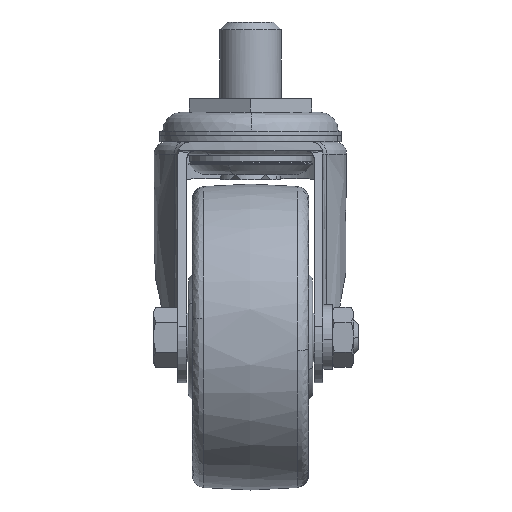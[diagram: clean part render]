
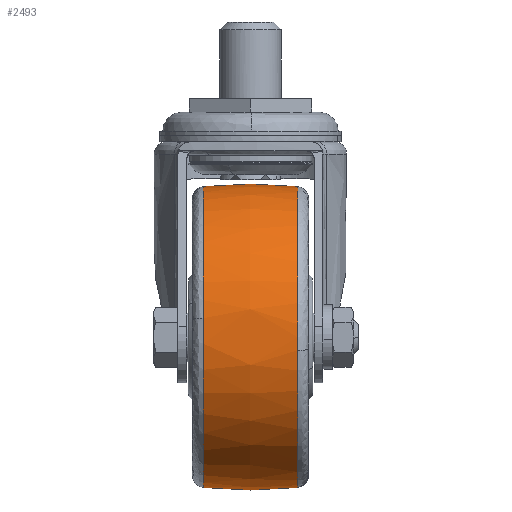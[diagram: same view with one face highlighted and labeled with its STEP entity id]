
A CAD part, left-side view. The second image highlights one B-rep face of the part: STEP entity #2493.
In plain terms, the highlighted free-form (B-spline) face has degree [2, 2] with [5, 7] control points.
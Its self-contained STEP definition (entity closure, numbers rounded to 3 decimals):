
#2186=CARTESIAN_POINT('',(-86.016,-15.411,-77.823));
#2187=VERTEX_POINT('',#2186);
#2201=CARTESIAN_POINT('',(-37.0,-15.411,-122.706));
#2202=VERTEX_POINT('',#2201);
#2203=CARTESIAN_POINT('',(-86.016,-15.411,-77.823));
#2204=CARTESIAN_POINT('',(-82.058,-15.411,-122.706));
#2205=CARTESIAN_POINT('',(-37.0,-15.411,-122.706));
#2213=(BOUNDED_CURVE()B_SPLINE_CURVE(2,(#2203,#2204,#2205),.UNSPECIFIED.,.F.,.U.)B_SPLINE_CURVE_WITH_KNOTS((3,3),(0.765,1.0),.UNSPECIFIED.)CURVE()GEOMETRIC_REPRESENTATION_ITEM()RATIONAL_B_SPLINE_CURVE((0.966,0.725,1.0))REPRESENTATION_ITEM(''));
#2214=EDGE_CURVE('',#2187,#2202,#2213,.T.);
#2282=CARTESIAN_POINT('',(-37.0,-15.411,-24.294));
#2283=VERTEX_POINT('',#2282);
#2297=CARTESIAN_POINT('',(-37.0,-15.411,-24.294));
#2298=CARTESIAN_POINT('',(-86.206,-15.411,-24.294));
#2299=CARTESIAN_POINT('',(-86.206,-15.411,-73.5));
#2300=CARTESIAN_POINT('',(-86.206,-15.411,-75.666));
#2301=CARTESIAN_POINT('',(-86.016,-15.411,-77.823));
#2309=(BOUNDED_CURVE()B_SPLINE_CURVE(2,(#2297,#2298,#2299,#2300,#2301),.UNSPECIFIED.,.F.,.U.)B_SPLINE_CURVE_WITH_KNOTS((3,2,3),(0.5,0.75,0.765),.UNSPECIFIED.)CURVE()GEOMETRIC_REPRESENTATION_ITEM()RATIONAL_B_SPLINE_CURVE((1.0,0.707,1.0,0.982,0.966))REPRESENTATION_ITEM(''));
#2310=EDGE_CURVE('',#2283,#2187,#2309,.T.);
#2359=CARTESIAN_POINT('',(-37.0,15.411,-122.706));
#2360=VERTEX_POINT('',#2359);
#2361=CARTESIAN_POINT('',(-37.0,-15.411,-122.706));
#2362=CARTESIAN_POINT('',(-37.,-11.092,-123.152));
#2363=CARTESIAN_POINT('',(-37.,-0.808,-123.765));
#2364=CARTESIAN_POINT('',(-37.,9.492,-123.318));
#2365=CARTESIAN_POINT('',(-37.0,15.411,-122.706));
#2366=B_SPLINE_CURVE_WITH_KNOTS('',3,(#2361,#2362,#2363,#2364,#2365),.UNSPECIFIED.,.F.,.U.,(4,1,4),(0.,13.026,30.876),.UNSPECIFIED.);
#2367=EDGE_CURVE('',#2202,#2360,#2366,.T.);
#2384=CARTESIAN_POINT('',(-37.0,15.411,-24.294));
#2385=VERTEX_POINT('',#2384);
#2401=CARTESIAN_POINT('',(-37.0,-15.411,-24.294));
#2402=CARTESIAN_POINT('',(-37.,-11.092,-23.848));
#2403=CARTESIAN_POINT('',(-37.,-0.808,-23.235));
#2404=CARTESIAN_POINT('',(-37.,9.492,-23.682));
#2405=CARTESIAN_POINT('',(-37.0,15.411,-24.294));
#2406=B_SPLINE_CURVE_WITH_KNOTS('',3,(#2401,#2402,#2403,#2404,#2405),.UNSPECIFIED.,.F.,.U.,(4,1,4),(0.,13.026,30.876),.UNSPECIFIED.);
#2407=EDGE_CURVE('',#2283,#2385,#2406,.T.);
#2414=CARTESIAN_POINT('',(-35.629,-16.96,-24.462));
#2415=CARTESIAN_POINT('',(-35.602,-8.507,-23.5));
#2416=CARTESIAN_POINT('',(-35.602,0.,-23.5));
#2417=CARTESIAN_POINT('',(-35.602,8.507,-23.5));
#2418=CARTESIAN_POINT('',(-35.629,16.96,-24.462));
#2419=CARTESIAN_POINT('',(-36.311,-16.96,-24.462));
#2420=CARTESIAN_POINT('',(-36.297,-8.507,-23.5));
#2421=CARTESIAN_POINT('',(-36.297,0.,-23.5));
#2422=CARTESIAN_POINT('',(-36.297,8.507,-23.5));
#2423=CARTESIAN_POINT('',(-36.311,16.96,-24.462));
#2424=CARTESIAN_POINT('',(-86.038,-16.96,-24.462));
#2425=CARTESIAN_POINT('',(-87.,-8.507,-23.5));
#2426=CARTESIAN_POINT('',(-87.,0.,-23.5));
#2427=CARTESIAN_POINT('',(-87.,8.507,-23.5));
#2428=CARTESIAN_POINT('',(-86.038,16.96,-24.462));
#2429=CARTESIAN_POINT('',(-86.038,-16.96,-73.5));
#2430=CARTESIAN_POINT('',(-87.0,-8.507,-73.5));
#2431=CARTESIAN_POINT('',(-87.0,0.,-73.5));
#2432=CARTESIAN_POINT('',(-87.0,8.507,-73.5));
#2433=CARTESIAN_POINT('',(-86.038,16.96,-73.5));
#2434=CARTESIAN_POINT('',(-86.038,-16.96,-122.538));
#2435=CARTESIAN_POINT('',(-87.,-8.507,-123.5));
#2436=CARTESIAN_POINT('',(-87.,0.,-123.5));
#2437=CARTESIAN_POINT('',(-87.,8.507,-123.5));
#2438=CARTESIAN_POINT('',(-86.038,16.96,-122.538));
#2439=CARTESIAN_POINT('',(-36.311,-16.96,-122.538));
#2440=CARTESIAN_POINT('',(-36.297,-8.507,-123.5));
#2441=CARTESIAN_POINT('',(-36.297,0.,-123.5));
#2442=CARTESIAN_POINT('',(-36.297,8.507,-123.5));
#2443=CARTESIAN_POINT('',(-36.311,16.96,-122.538));
#2444=CARTESIAN_POINT('',(-35.629,-16.96,-122.538));
#2445=CARTESIAN_POINT('',(-35.602,-8.507,-123.5));
#2446=CARTESIAN_POINT('',(-35.602,0.,-123.5));
#2447=CARTESIAN_POINT('',(-35.602,8.507,-123.5));
#2448=CARTESIAN_POINT('',(-35.629,16.96,-122.538));
#2456=(BOUNDED_SURFACE()B_SPLINE_SURFACE(2,2,((#2414,#2419,#2424,#2429,#2434,#2439,#2444),(#2415,#2420,#2425,#2430,#2435,#2440,#2445),(#2416,#2421,#2426,#2431,#2436,#2441,#2446),(#2417,#2422,#2427,#2432,#2437,#2442,#2447),(#2418,#2423,#2428,#2433,#2438,#2443,#2448)),.UNSPECIFIED.,.F.,.F.,.U.)B_SPLINE_SURFACE_WITH_KNOTS((3,2,3),(3,1,2,1,3),(0.0,17.165,34.33),(0.0,1.657,84.5,167.342,168.999),.UNSPECIFIED.)GEOMETRIC_REPRESENTATION_ITEM()RATIONAL_B_SPLINE_SURFACE(((0.991,0.985,0.693,0.979,0.693,0.985,0.991),(1.,0.994,0.699,0.988,0.699,0.994,1.),(1.012,1.006,0.707,1.0,0.707,1.006,1.012),(1.,0.994,0.699,0.988,0.699,0.994,1.),(0.991,0.985,0.693,0.979,0.693,0.985,0.991)))REPRESENTATION_ITEM('')SURFACE());
#2457=ORIENTED_EDGE('',*,*,#2367,.F.);
#2458=ORIENTED_EDGE('',*,*,#2214,.F.);
#2459=ORIENTED_EDGE('',*,*,#2310,.F.);
#2460=ORIENTED_EDGE('',*,*,#2407,.T.);
#2461=CARTESIAN_POINT('',(-85.818,15.411,-67.333));
#2462=VERTEX_POINT('',#2461);
#2463=CARTESIAN_POINT('',(-37.0,15.411,-24.294));
#2464=CARTESIAN_POINT('',(-80.381,15.411,-24.294));
#2465=CARTESIAN_POINT('',(-85.818,15.411,-67.333));
#2473=(BOUNDED_CURVE()B_SPLINE_CURVE(2,(#2463,#2464,#2465),.UNSPECIFIED.,.F.,.U.)B_SPLINE_CURVE_WITH_KNOTS((3,3),(0.5,0.728),.UNSPECIFIED.)CURVE()GEOMETRIC_REPRESENTATION_ITEM()RATIONAL_B_SPLINE_CURVE((1.0,0.733,0.954))REPRESENTATION_ITEM(''));
#2474=EDGE_CURVE('',#2385,#2462,#2473,.T.);
#2475=ORIENTED_EDGE('',*,*,#2474,.T.);
#2476=CARTESIAN_POINT('',(-85.818,15.411,-67.333));
#2477=CARTESIAN_POINT('',(-86.206,15.411,-70.404));
#2478=CARTESIAN_POINT('',(-86.206,15.411,-73.5));
#2479=CARTESIAN_POINT('',(-86.206,15.411,-122.706));
#2480=CARTESIAN_POINT('',(-37.0,15.411,-122.706));
#2488=(BOUNDED_CURVE()B_SPLINE_CURVE(2,(#2476,#2477,#2478,#2479,#2480),.UNSPECIFIED.,.F.,.U.)B_SPLINE_CURVE_WITH_KNOTS((3,2,3),(0.728,0.75,1.0),.UNSPECIFIED.)CURVE()GEOMETRIC_REPRESENTATION_ITEM()RATIONAL_B_SPLINE_CURVE((0.954,0.975,1.0,0.707,1.0))REPRESENTATION_ITEM(''));
#2489=EDGE_CURVE('',#2462,#2360,#2488,.T.);
#2490=ORIENTED_EDGE('',*,*,#2489,.T.);
#2491=EDGE_LOOP('',(#2457,#2458,#2459,#2460,#2475,#2490));
#2492=FACE_OUTER_BOUND('',#2491,.T.);
#2493=ADVANCED_FACE('',(#2492),#2456,.T.);
